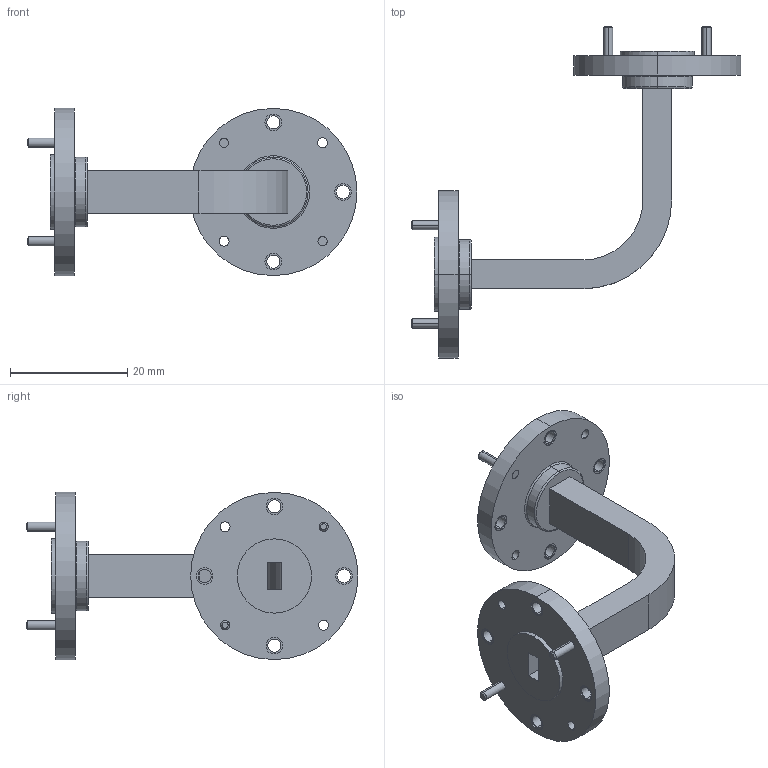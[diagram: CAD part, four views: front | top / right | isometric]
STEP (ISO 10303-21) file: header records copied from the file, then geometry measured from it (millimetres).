
FILE_DESCRIPTION (( 'STEP AP214' ), '1' );
FILE_NAME ('SMF-19EB-001A_3D.step', '2023-07-05T15:23:38', ( '' ), ( '' ), 'SwSTEP 2.0', 'SolidWorks 2022', '' );
FILE_SCHEMA (( 'AUTOMOTIVE_DESIGN' ));
Length unit declared in the file: inch
Products named in the file (1): SMF-19EB-001A_3D
Bounding box: 56.35 x 56.71 x 28.57 mm (x, y, z)
Volume: 6117 mm3; surface area: 5986.8 mm2
Topology: 1 solids, 1 shells, 148 faces, 332 edges, 216 vertices
Faces by surface type: cylinder 88, plane 44, cone 8, torus 8
Entity records: 4300 total; most frequent: DIRECTION 830, CARTESIAN_POINT 697, ORIENTED_EDGE 664, AXIS2_PLACEMENT_3D 349, EDGE_CURVE 332, VERTEX_POINT 216, EDGE_LOOP 204, CIRCLE 200
